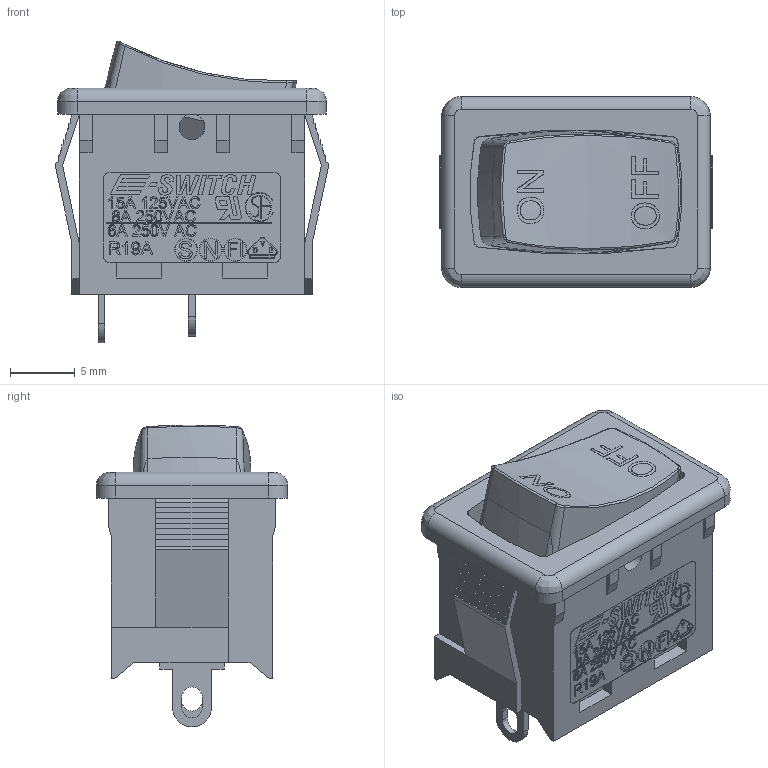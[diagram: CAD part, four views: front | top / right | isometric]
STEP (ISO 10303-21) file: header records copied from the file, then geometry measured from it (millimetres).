
FILE_DESCRIPTION((' '),'2;1');
FILE_NAME('R1966AxxxxxxIS.stp','2017-07-26T13:29:26',(' '),(' '),' ','ACIS',' ');
FILE_SCHEMA(('CONFIG_CONTROL_DESIGN'));
Length unit declared in the file: inch
Products named in the file (1): R1966AxxxxxxIS.stp
Bounding box: 21.2 x 14.8 x 23.39 mm (x, y, z)
Volume: 2165.6 mm3; surface area: 3224.6 mm2
Topology: 1 solids, 1 shells, 977 faces, 2628 edges, 1740 vertices
Faces by surface type: plane 596, bspline 276, cylinder 89, cone 16
Full cylindrical faces by diameter (mm): 1.7 x3, 1.78 x3, 2 x2
Entity records: 38931 total; most frequent: CARTESIAN_POINT 16056, ORIENTED_EDGE 5236, DIRECTION 3672, EDGE_CURVE 2618, VECTOR 1836, LINE 1836, VERTEX_POINT 1738, EDGE_LOOP 1088
